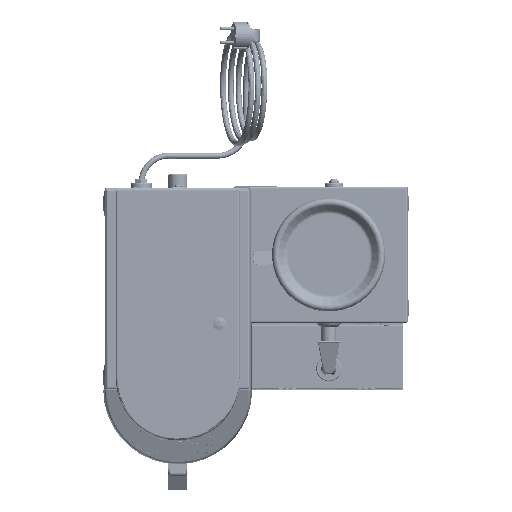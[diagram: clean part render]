
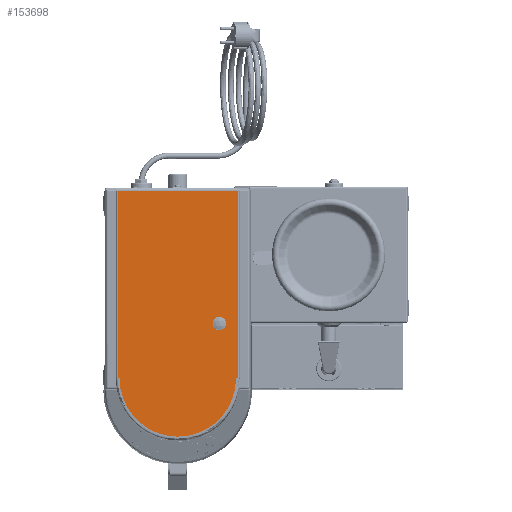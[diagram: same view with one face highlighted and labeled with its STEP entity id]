
A CAD part, top view. The second image highlights one B-rep face of the part: STEP entity #153698.
In plain terms, the highlighted planar face has unit normal (0, 0, 1).
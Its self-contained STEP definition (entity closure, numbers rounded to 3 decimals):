
#9098=CIRCLE('',#165461,9.287);
#9102=CIRCLE('',#165465,9.287);
#9104=CIRCLE('',#165469,80.);
#11508=FACE_BOUND('',#26638,.T.);
#17821=FACE_OUTER_BOUND('',#26637,.T.);
#26637=EDGE_LOOP('',(#123411,#123412,#123413,#123414,#123415,#123416,#123417,
#123418));
#26638=EDGE_LOOP('',(#123419,#123420));
#39625=LINE('',#278135,#53394);
#39626=LINE('',#278137,#53395);
#39627=LINE('',#278139,#53396);
#39628=LINE('',#278141,#53397);
#39629=LINE('',#278145,#53398);
#39630=LINE('',#278147,#53399);
#39631=LINE('',#278148,#53400);
#53394=VECTOR('',#199024,10.);
#53395=VECTOR('',#199025,10.);
#53396=VECTOR('',#199026,10.);
#53397=VECTOR('',#199027,10.);
#53398=VECTOR('',#199030,10.);
#53399=VECTOR('',#199031,10.);
#53400=VECTOR('',#199032,10.);
#66658=VERTEX_POINT('',#278119);
#66659=VERTEX_POINT('',#278120);
#66663=VERTEX_POINT('',#278133);
#66664=VERTEX_POINT('',#278134);
#66665=VERTEX_POINT('',#278136);
#66666=VERTEX_POINT('',#278138);
#66667=VERTEX_POINT('',#278140);
#66668=VERTEX_POINT('',#278142);
#66669=VERTEX_POINT('',#278144);
#66670=VERTEX_POINT('',#278146);
#86196=EDGE_CURVE('',#66658,#66659,#9098,.T.);
#86200=EDGE_CURVE('',#66659,#66658,#9102,.T.);
#86203=EDGE_CURVE('',#66663,#66664,#39625,.T.);
#86204=EDGE_CURVE('',#66663,#66665,#39626,.T.);
#86205=EDGE_CURVE('',#66666,#66665,#39627,.T.);
#86206=EDGE_CURVE('',#66667,#66666,#39628,.T.);
#86207=EDGE_CURVE('',#66667,#66668,#9104,.T.);
#86208=EDGE_CURVE('',#66669,#66668,#39629,.T.);
#86209=EDGE_CURVE('',#66670,#66669,#39630,.T.);
#86210=EDGE_CURVE('',#66670,#66664,#39631,.T.);
#123411=ORIENTED_EDGE('',*,*,#86203,.F.);
#123412=ORIENTED_EDGE('',*,*,#86204,.T.);
#123413=ORIENTED_EDGE('',*,*,#86205,.F.);
#123414=ORIENTED_EDGE('',*,*,#86206,.F.);
#123415=ORIENTED_EDGE('',*,*,#86207,.T.);
#123416=ORIENTED_EDGE('',*,*,#86208,.F.);
#123417=ORIENTED_EDGE('',*,*,#86209,.F.);
#123418=ORIENTED_EDGE('',*,*,#86210,.T.);
#123419=ORIENTED_EDGE('',*,*,#86196,.F.);
#123420=ORIENTED_EDGE('',*,*,#86200,.F.);
#138283=PLANE('',#165468);
#153698=ADVANCED_FACE('',(#17821,#11508),#138283,.T.);
#165461=AXIS2_PLACEMENT_3D('',#278121,#199007,#199008);
#165465=AXIS2_PLACEMENT_3D('',#278127,#199015,#199016);
#165468=AXIS2_PLACEMENT_3D('',#278132,#199022,#199023);
#165469=AXIS2_PLACEMENT_3D('',#278143,#199028,#199029);
#199007=DIRECTION('center_axis',(0.,0.,
1.));
#199008=DIRECTION('ref_axis',(1.,0.,0.));
#199015=DIRECTION('center_axis',(0.,0.,
1.));
#199016=DIRECTION('ref_axis',(1.,0.,0.));
#199022=DIRECTION('center_axis',(0.,0.,
1.));
#199023=DIRECTION('ref_axis',(1.,0.,0.));
#199024=DIRECTION('',(1.,0.,0.));
#199025=DIRECTION('',(0.,-1.,0.));
#199026=DIRECTION('',(0.,1.,0.));
#199027=DIRECTION('',(-1.,0.,0.));
#199028=DIRECTION('center_axis',(0.,0.,
1.));
#199029=DIRECTION('ref_axis',(-1.,0.,0.));
#199030=DIRECTION('',(-1.,0.,0.));
#199031=DIRECTION('',(0.,-1.,0.));
#199032=DIRECTION('',(0.,1.,0.));
#278119=CARTESIAN_POINT('',(47.813,-7.433,538.3));
#278120=CARTESIAN_POINT('',(66.387,-7.433,538.3));
#278121=CARTESIAN_POINT('Origin',(57.1,-7.433,538.3));
#278127=CARTESIAN_POINT('Origin',(57.1,-7.433,538.3));
#278132=CARTESIAN_POINT('Origin',(0.1,47.317,538.3));
#278133=CARTESIAN_POINT('',(-82.4,175.067,538.3));
#278134=CARTESIAN_POINT('',(82.6,175.067,538.3));
#278135=CARTESIAN_POINT('',(-42.4,175.067,538.3));
#278136=CARTESIAN_POINT('',(-82.4,175.017,538.3));
#278137=CARTESIAN_POINT('',(-82.4,111.167,538.3));
#278138=CARTESIAN_POINT('',(-82.4,-82.933,538.3));
#278139=CARTESIAN_POINT('',(-82.4,-17.808,538.3));
#278140=CARTESIAN_POINT('',(-79.9,-82.933,538.3));
#278141=CARTESIAN_POINT('',(85.1,-82.933,538.3));
#278142=CARTESIAN_POINT('',(80.1,-82.933,538.3));
#278143=CARTESIAN_POINT('Origin',(0.1,-82.933,
538.3));
#278144=CARTESIAN_POINT('',(82.6,-82.933,538.3));
#278145=CARTESIAN_POINT('',(85.1,-82.933,538.3));
#278146=CARTESIAN_POINT('',(82.6,175.017,538.3));
#278147=CARTESIAN_POINT('',(82.6,112.442,538.3));
#278148=CARTESIAN_POINT('',(82.6,111.192,538.3));
